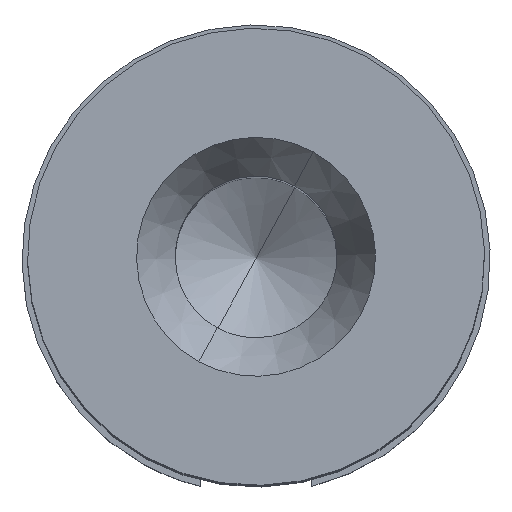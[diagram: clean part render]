
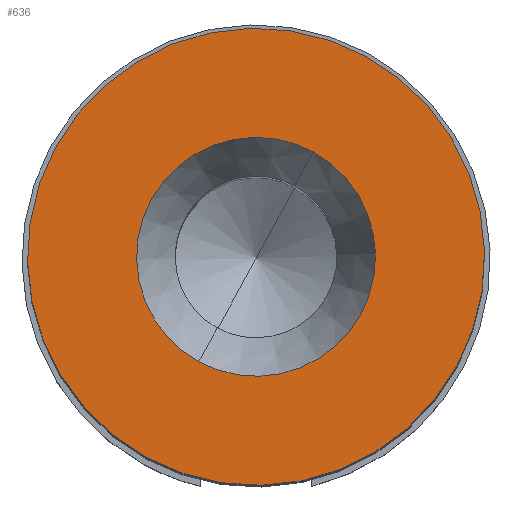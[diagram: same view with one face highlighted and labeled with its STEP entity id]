
A CAD part, top view. The second image highlights one B-rep face of the part: STEP entity #636.
In plain terms, the highlighted planar face has unit normal (0, 0, 1).
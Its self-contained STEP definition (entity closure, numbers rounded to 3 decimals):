
#587=AXIS2_PLACEMENT_3D('Circle Axis2P3D',#585,#586,$) ;
#607=AXIS2_PLACEMENT_3D('Plane Axis2P3D',#604,#605,#606) ;
#611=AXIS2_PLACEMENT_3D('Circle Axis2P3D',#609,#610,$) ;
#620=AXIS2_PLACEMENT_3D('Circle Axis2P3D',#618,#619,$) ;
#629=AXIS2_PLACEMENT_3D('Circle Axis2P3D',#627,#628,$) ;
#582=CARTESIAN_POINT('Vertex',(3.899,1.07,26.75)) ;
#585=CARTESIAN_POINT('Axis2P3D Location',(2.1,2.053,26.75)) ;
#589=CARTESIAN_POINT('Vertex',(0.301,3.036,26.75)) ;
#604=CARTESIAN_POINT('Axis2P3D Location',(2.1,2.053,26.75)) ;
#609=CARTESIAN_POINT('Axis2P3D Location',(2.1,2.053,26.75)) ;
#618=CARTESIAN_POINT('Axis2P3D Location',(2.1,2.053,26.75)) ;
#622=CARTESIAN_POINT('Vertex',(2.614,2.993,26.75)) ;
#624=CARTESIAN_POINT('Vertex',(1.586,1.113,26.75)) ;
#627=CARTESIAN_POINT('Axis2P3D Location',(2.1,2.053,26.75)) ;
#586=DIRECTION('Axis2P3D Direction',(0.,-0.,-1.)) ;
#605=DIRECTION('Axis2P3D Direction',(0.,-0.,-1.)) ;
#606=DIRECTION('Axis2P3D XDirection',(0.,-1.,0.)) ;
#610=DIRECTION('Axis2P3D Direction',(0.,-0.,-1.)) ;
#619=DIRECTION('Axis2P3D Direction',(0.,-0.,-1.)) ;
#628=DIRECTION('Axis2P3D Direction',(0.,-0.,-1.)) ;
#615=ORIENTED_EDGE('',*,*,#591,.F.) ;
#616=ORIENTED_EDGE('',*,*,#613,.F.) ;
#633=ORIENTED_EDGE('',*,*,#626,.T.) ;
#634=ORIENTED_EDGE('',*,*,#631,.T.) ;
#635=FACE_BOUND('',#632,.T.) ;
#636=ADVANCED_FACE('HDC C M5 SM ....1\\Koerper.2',(#617,#635),#608,.F.) ;
#588=CIRCLE('generated circle',#587,2.05) ;
#612=CIRCLE('generated circle',#611,2.05) ;
#621=CIRCLE('generated circle',#620,1.071) ;
#630=CIRCLE('generated circle',#629,1.071) ;
#591=EDGE_CURVE('',#583,#590,#588,.T.) ;
#613=EDGE_CURVE('',#590,#583,#612,.T.) ;
#626=EDGE_CURVE('',#623,#625,#621,.T.) ;
#631=EDGE_CURVE('',#625,#623,#630,.T.) ;
#614=EDGE_LOOP('',(#615,#616)) ;
#632=EDGE_LOOP('',(#633,#634)) ;
#617=FACE_OUTER_BOUND('',#614,.T.) ;
#608=PLANE('',#607) ;
#583=VERTEX_POINT('',#582) ;
#590=VERTEX_POINT('',#589) ;
#623=VERTEX_POINT('',#622) ;
#625=VERTEX_POINT('',#624) ;
